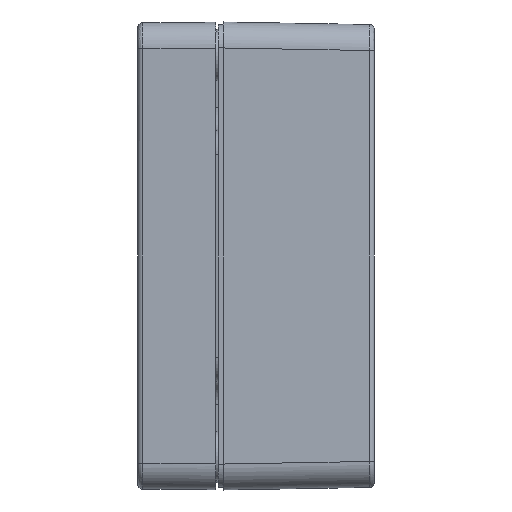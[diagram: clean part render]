
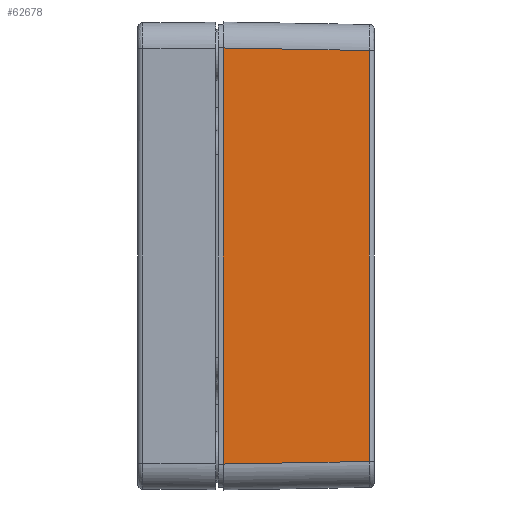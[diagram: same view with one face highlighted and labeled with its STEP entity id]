
A CAD part, left-side view. The second image highlights one B-rep face of the part: STEP entity #62678.
In plain terms, the highlighted planar face has unit normal (-1, -0.018, 0).
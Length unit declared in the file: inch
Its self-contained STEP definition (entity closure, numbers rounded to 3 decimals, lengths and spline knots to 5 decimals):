
#2262 = VECTOR ( 'NONE', #50708, 39.37008 ) ;
#3065 = DIRECTION ( 'NONE',  ( -0.017, 1., -0.017 ) ) ;
#4677 = CARTESIAN_POINT ( 'NONE',  ( -0.50223, -0.03937, -0.28189 ) ) ;
#6139 = EDGE_LOOP ( 'NONE', ( #49701, #66631, #66917, #8676 ) ) ;
#7087 = VECTOR ( 'NONE', #3065, 39.37008 ) ;
#7513 = EDGE_CURVE ( 'NONE', #33199, #34582, #30963, .T. ) ;
#7810 = VECTOR ( 'NONE', #67738, 39.37008 ) ;
#8676 = ORIENTED_EDGE ( 'NONE', *, *, #47718, .T. ) ;
#15086 = EDGE_CURVE ( 'NONE', #49117, #33199, #29286, .T. ) ;
#15251 = DIRECTION ( 'NONE',  ( 0.017, -1., 0. ) ) ;
#20631 = CARTESIAN_POINT ( 'NONE',  ( -0.50291, 0., -0.4794 ) ) ;
#21541 = CARTESIAN_POINT ( 'NONE',  ( -0.50201, -0.05154, -0.28168 ) ) ;
#25454 = CARTESIAN_POINT ( 'NONE',  ( -0.48294, -1.14439, 2.85105 ) ) ;
#28905 = LINE ( 'NONE', #43617, #2262 ) ;
#29286 = LINE ( 'NONE', #51105, #51098 ) ;
#30963 = LINE ( 'NONE', #21541, #7087 ) ;
#33199 = VERTEX_POINT ( 'NONE', #35382 ) ;
#34582 = VERTEX_POINT ( 'NONE', #4677 ) ;
#35382 = CARTESIAN_POINT ( 'NONE',  ( -0.48294, -1.14439, -0.2626 ) ) ;
#36547 = LINE ( 'NONE', #25454, #7810 ) ;
#37792 = DIRECTION ( 'NONE',  ( -1., -0.017, 0. ) ) ;
#43617 = CARTESIAN_POINT ( 'NONE',  ( -0.50223, -0.03937, -0.4794 ) ) ;
#45263 = AXIS2_PLACEMENT_3D ( 'NONE', #20631, #37792, #15251 ) ;
#47718 = EDGE_CURVE ( 'NONE', #49117, #55419, #36547, .T. ) ;
#49117 = VERTEX_POINT ( 'NONE', #52281 ) ;
#49701 = ORIENTED_EDGE ( 'NONE', *, *, #52127, .T. ) ;
#50708 = DIRECTION ( 'NONE',  ( 0., 0., -1. ) ) ;
#51098 = VECTOR ( 'NONE', #56117, 39.37008 ) ;
#51105 = CARTESIAN_POINT ( 'NONE',  ( -0.48294, -1.14439, 0.40742 ) ) ;
#52127 = EDGE_CURVE ( 'NONE', #55419, #34582, #28905, .T. ) ;
#52281 = CARTESIAN_POINT ( 'NONE',  ( -0.48294, -1.14439, 2.85105 ) ) ;
#53698 = CARTESIAN_POINT ( 'NONE',  ( -0.50223, -0.03937, 2.87034 ) ) ;
#53892 = FACE_OUTER_BOUND ( 'NONE', #6139, .T. ) ;
#55419 = VERTEX_POINT ( 'NONE', #53698 ) ;
#56117 = DIRECTION ( 'NONE',  ( 0., 0., -1. ) ) ;
#62678 = ADVANCED_FACE ( 'NONE', ( #53892 ), #65340, .T. ) ;
#65340 = PLANE ( 'NONE',  #45263 ) ;
#66631 = ORIENTED_EDGE ( 'NONE', *, *, #7513, .F. ) ;
#66917 = ORIENTED_EDGE ( 'NONE', *, *, #15086, .F. ) ;
#67738 = DIRECTION ( 'NONE',  ( -0.017, 1., 0.017 ) ) ;
